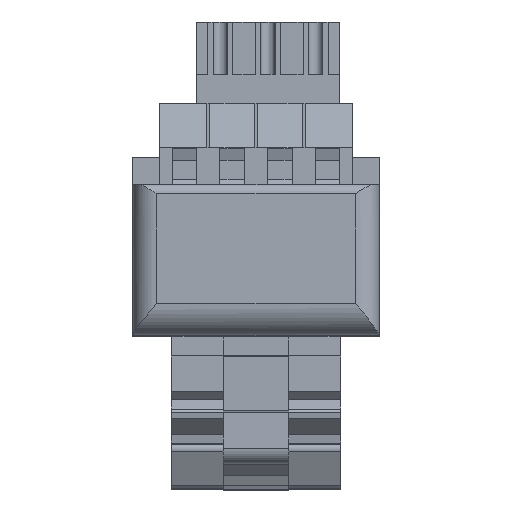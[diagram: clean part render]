
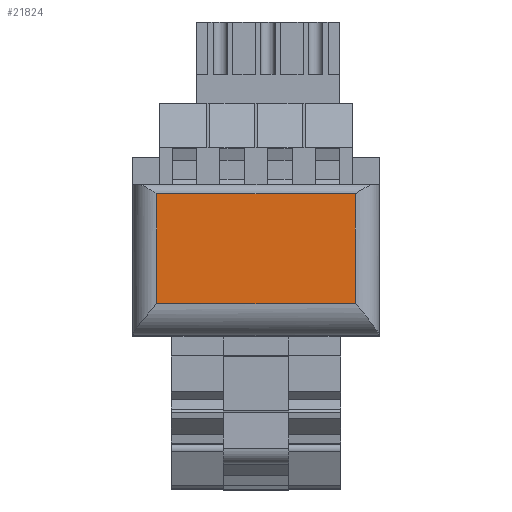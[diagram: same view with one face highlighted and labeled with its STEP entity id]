
A CAD part, left-side view. The second image highlights one B-rep face of the part: STEP entity #21824.
In plain terms, the highlighted planar face has unit normal (-1, 0, 0).
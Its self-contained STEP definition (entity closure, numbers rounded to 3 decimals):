
#21113=CARTESIAN_POINT('',(0.,2.5,3.5));
#21114=VERTEX_POINT('',#21113);
#21134=CARTESIAN_POINT('',(0.,23.3,3.5));
#21135=VERTEX_POINT('',#21134);
#21136=CARTESIAN_POINT('',(0.,2.5,3.5));
#21137=DIRECTION('',(0.0,1.0,0.0));
#21138=VECTOR('',#21137,20.8);
#21139=LINE('',#21136,#21138);
#21140=EDGE_CURVE('',#21114,#21135,#21139,.T.);
#21177=CARTESIAN_POINT('',(0.,2.5,15.0));
#21178=VERTEX_POINT('',#21177);
#21193=CARTESIAN_POINT('',(0.,23.3,15.0));
#21194=VERTEX_POINT('',#21193);
#21208=CARTESIAN_POINT('',(0.,2.5,15.0));
#21209=DIRECTION('',(0.0,1.0,0.0));
#21210=VECTOR('',#21209,20.8);
#21211=LINE('',#21208,#21210);
#21212=EDGE_CURVE('',#21178,#21194,#21211,.T.);
#21343=CARTESIAN_POINT('',(0.,23.3,3.5));
#21344=DIRECTION('',(0.0,0.0,1.0));
#21345=VECTOR('',#21344,11.5);
#21346=LINE('',#21343,#21345);
#21347=EDGE_CURVE('',#21135,#21194,#21346,.T.);
#21804=CARTESIAN_POINT('',(0.,2.5,3.5));
#21805=DIRECTION('',(0.0,0.0,1.0));
#21806=VECTOR('',#21805,11.5);
#21807=LINE('',#21804,#21806);
#21808=EDGE_CURVE('',#21114,#21178,#21807,.T.);
#21813=CARTESIAN_POINT('',(0.,2.5,0.0));
#21814=DIRECTION('',(-1.0,0.0,0.0));
#21815=DIRECTION('',(0.0,0.0,1.0));
#21816=AXIS2_PLACEMENT_3D('',#21813,#21814,#21815);
#21817=PLANE('',#21816);
#21818=ORIENTED_EDGE('',*,*,#21140,.F.);
#21819=ORIENTED_EDGE('',*,*,#21808,.T.);
#21820=ORIENTED_EDGE('',*,*,#21212,.T.);
#21821=ORIENTED_EDGE('',*,*,#21347,.F.);
#21822=EDGE_LOOP('',(#21818,#21819,#21820,#21821));
#21823=FACE_OUTER_BOUND('',#21822,.T.);
#21824=ADVANCED_FACE('',(#21823),#21817,.T.);
